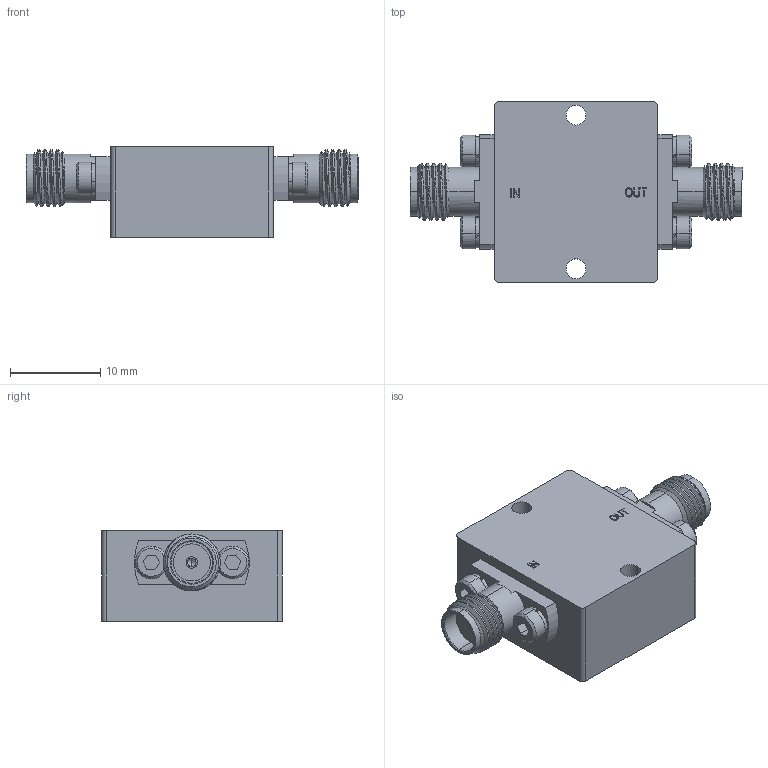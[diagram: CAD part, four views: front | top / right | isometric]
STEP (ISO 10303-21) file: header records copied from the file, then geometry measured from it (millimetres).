
FILE_DESCRIPTION (( 'STEP AP214' ), '1' );
FILE_NAME ('FMLM2012_3D.step', '2025-04-09T15:13:17', ( '' ), ( '' ), 'SwSTEP 2.0', 'SolidWorks 2022', '' );
FILE_SCHEMA (( 'AUTOMOTIVE_DESIGN' ));
Length unit declared in the file: millimetre
Products named in the file (1): FMLM2012_3D
Bounding box: 36.72 x 20 x 10 mm (x, y, z)
Volume: 3636.1 mm3; surface area: 3309.2 mm2
Topology: 1 solids, 12 shells, 1167 faces, 3036 edges, 1978 vertices
Faces by surface type: plane 740, cylinder 334, cone 50, bspline 19, torus 16, sphere 8
Entity records: 37510 total; most frequent: CARTESIAN_POINT 8599, ORIENTED_EDGE 6008, DIRECTION 5920, EDGE_CURVE 3004, LINE 2138, VECTOR 2138, VERTEX_POINT 1974, AXIS2_PLACEMENT_3D 1891
